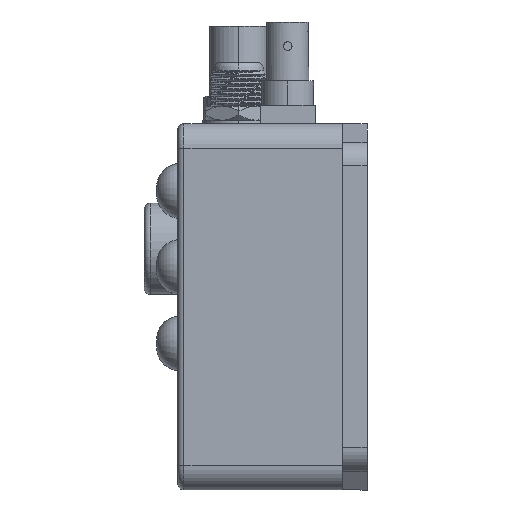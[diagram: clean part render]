
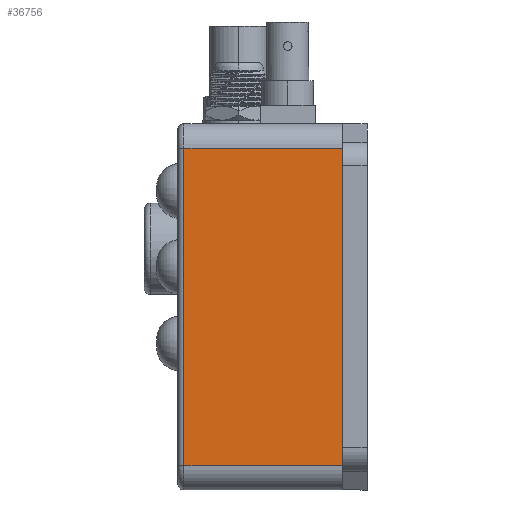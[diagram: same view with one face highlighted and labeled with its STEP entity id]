
A CAD part, left-side view. The second image highlights one B-rep face of the part: STEP entity #36756.
In plain terms, the highlighted planar face has unit normal (-1, 0, 0).
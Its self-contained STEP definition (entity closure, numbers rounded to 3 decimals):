
#2784 = LINE ( 'NONE', #32266, #15774 ) ;
#4330 = VERTEX_POINT ( 'NONE', #26084 ) ;
#4806 = CARTESIAN_POINT ( 'NONE',  ( -56.932, 18.577, 34.493 ) ) ;
#5472 = AXIS2_PLACEMENT_3D ( 'NONE', #11456, #8571, #32126 ) ;
#5996 = LINE ( 'NONE', #29349, #6286 ) ;
#6286 = VECTOR ( 'NONE', #34336, 1000. ) ;
#7193 = DIRECTION ( 'NONE',  ( 0., -1., 0. ) ) ;
#8571 = DIRECTION ( 'NONE',  ( 1., 0., 0. ) ) ;
#11456 = CARTESIAN_POINT ( 'NONE',  ( -56.932, 19.577, 34.493 ) ) ;
#12276 = VECTOR ( 'NONE', #22599, 1000. ) ;
#12568 = VECTOR ( 'NONE', #7193, 1000. ) ;
#12625 = EDGE_CURVE ( 'NONE', #4330, #27247, #22354, .T. ) ;
#13265 = ORIENTED_EDGE ( 'NONE', *, *, #27813, .F. ) ;
#14307 = DIRECTION ( 'NONE',  ( 0., -1., 0. ) ) ;
#15087 = FACE_OUTER_BOUND ( 'NONE', #23140, .T. ) ;
#15774 = VECTOR ( 'NONE', #14307, 1000. ) ;
#16667 = LINE ( 'NONE', #34597, #12276 ) ;
#17180 = VERTEX_POINT ( 'NONE', #4806 ) ;
#19540 = EDGE_CURVE ( 'NONE', #27247, #29091, #5996, .T. ) ;
#20501 = PLANE ( 'NONE',  #5472 ) ;
#22354 = LINE ( 'NONE', #33978, #12568 ) ;
#22599 = DIRECTION ( 'NONE',  ( 0., 0., -1. ) ) ;
#23140 = EDGE_LOOP ( 'NONE', ( #13265, #27414, #25175, #33092 ) ) ;
#23493 = EDGE_CURVE ( 'NONE', #17180, #4330, #16667, .T. ) ;
#24623 = CARTESIAN_POINT ( 'NONE',  ( -56.932, -7.423, 34.493 ) ) ;
#25175 = ORIENTED_EDGE ( 'NONE', *, *, #12625, .T. ) ;
#26084 = CARTESIAN_POINT ( 'NONE',  ( -56.932, 18.577, -17.507 ) ) ;
#27247 = VERTEX_POINT ( 'NONE', #35209 ) ;
#27414 = ORIENTED_EDGE ( 'NONE', *, *, #23493, .T. ) ;
#27813 = EDGE_CURVE ( 'NONE', #17180, #29091, #2784, .T. ) ;
#29091 = VERTEX_POINT ( 'NONE', #24623 ) ;
#29349 = CARTESIAN_POINT ( 'NONE',  ( -56.932, -7.423, 34.493 ) ) ;
#32126 = DIRECTION ( 'NONE',  ( 0., 0., -1. ) ) ;
#32266 = CARTESIAN_POINT ( 'NONE',  ( -56.932, 19.577, 34.493 ) ) ;
#33092 = ORIENTED_EDGE ( 'NONE', *, *, #19540, .T. ) ;
#33978 = CARTESIAN_POINT ( 'NONE',  ( -56.932, 19.577, -17.507 ) ) ;
#34336 = DIRECTION ( 'NONE',  ( 0., 0., 1. ) ) ;
#34597 = CARTESIAN_POINT ( 'NONE',  ( -56.932, 18.577, -17.507 ) ) ;
#35209 = CARTESIAN_POINT ( 'NONE',  ( -56.932, -7.423, -17.507 ) ) ;
#36756 = ADVANCED_FACE ( 'NONE', ( #15087 ), #20501, .F. ) ;
